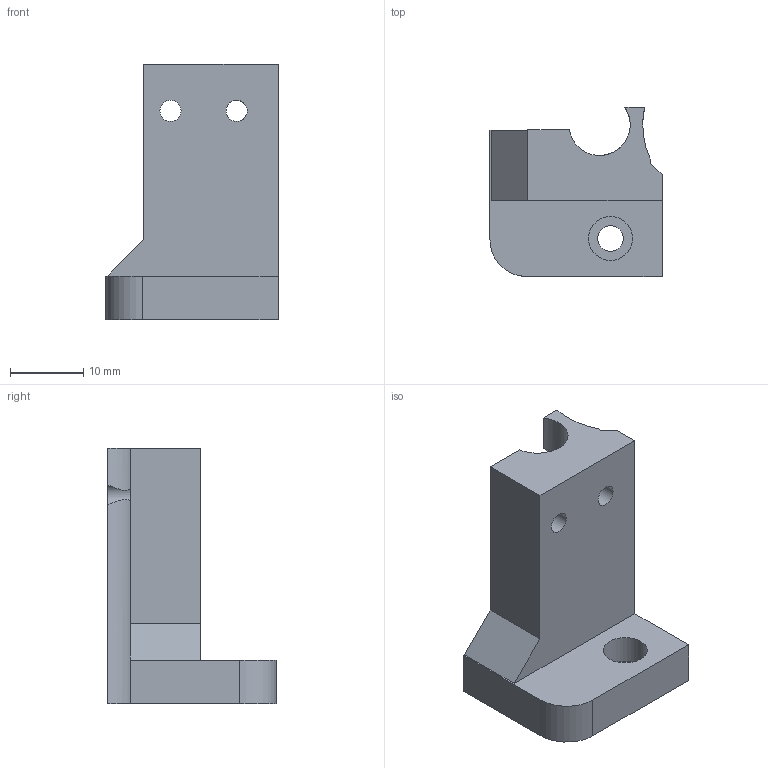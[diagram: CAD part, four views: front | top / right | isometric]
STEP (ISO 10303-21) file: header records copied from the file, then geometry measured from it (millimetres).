
FILE_DESCRIPTION(('FreeCAD Model'),'2;1');
FILE_NAME( 'endstop_Z.step', '2015-10-30T11:52:31',('Author'),(''), 'Open CASCADE STEP processor 6.8','FreeCAD','Unknown');
FILE_SCHEMA(('AUTOMOTIVE_DESIGN_CC2 { 1 2 10303 214 -1 1 5 4 }'));
Length unit declared in the file: millimetre
Products named in the file (2): ASSEMBLY; Chamfer010
Assembly tree (1 placements, depth 2):
  ASSEMBLY
    Chamfer010
Bounding box: 23.56 x 23.07 x 35 mm (x, y, z)
Volume: 6845.7 mm3; surface area: 3522.9 mm2
Topology: 1 solids, 1 shells, 21 faces, 63 edges, 44 vertices
Faces by surface type: plane 14, cylinder 7
Full cylindrical faces by diameter (mm): 2.9 x2, 3.5 x1, 6 x1
Entity records: 2354 total; most frequent: CARTESIAN_POINT 1097, DIRECTION 214, ORIENTED_EDGE 126, PCURVE 126, DEFINITIONAL_REPRESENTATION 126, LINE 120, VECTOR 120, EDGE_CURVE 63
